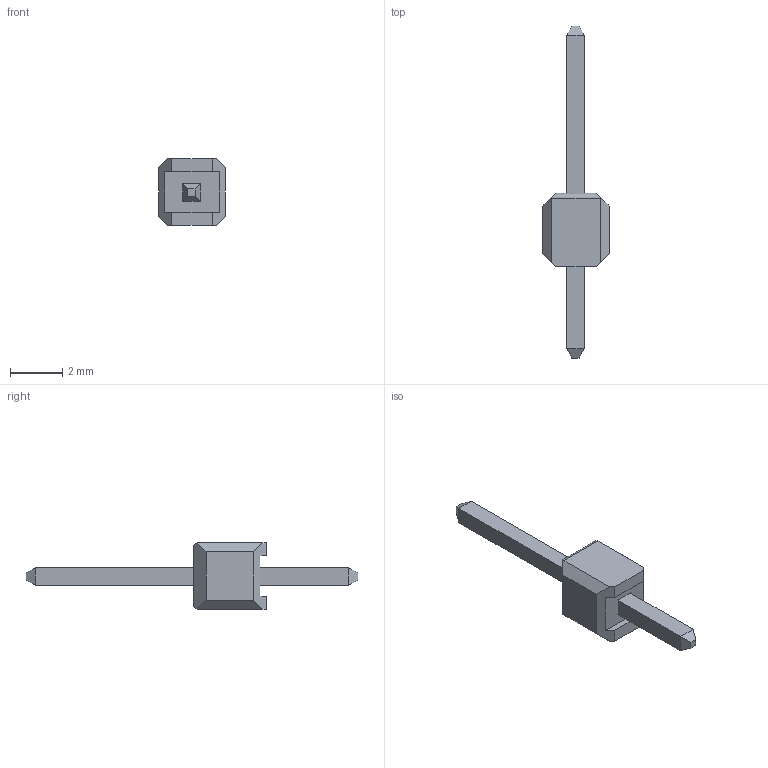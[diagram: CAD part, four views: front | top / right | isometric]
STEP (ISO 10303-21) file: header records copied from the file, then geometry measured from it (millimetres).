
FILE_DESCRIPTION(/* description */ ('STEP AP214'),/* implementation_level */ '2;1');
FILE_NAME(/* name */ '1x.stp',/* time_stamp */ '2021-10-01T16:24:51+06:00',/* author */ ('WSE-PC04'),/* organization */ (''),/* preprocessor_version */ 'ST-DEVELOPER v18.1',/* originating_system */ 'Autodesk Inventor 2021',/* authorisation */ '');
FILE_SCHEMA (('AUTOMOTIVE_DESIGN { 1 0 10303 214 3 1 1 }'));
Length unit declared in the file: millimetre
Products named in the file (3): User Library-1x3 TH Pitch 2_54mm; holder; pin
Assembly tree (2 placements, depth 2):
  User Library-1x3 TH Pitch 2_54mm
    holder
    pin
Bounding box: 2.54 x 12.7 x 2.54 mm (x, y, z)
Volume: 20.1 mm3; surface area: 75.2 mm2
Topology: 2 solids, 2 shells, 38 faces, 94 edges, 60 vertices
Faces by surface type: plane 36, cylinder 2
Entity records: 1229 total; most frequent: CARTESIAN_POINT 197, ORIENTED_EDGE 188, DIRECTION 188, EDGE_CURVE 94, LINE 86, VECTOR 86, VERTEX_POINT 60, AXIS2_PLACEMENT_3D 51
